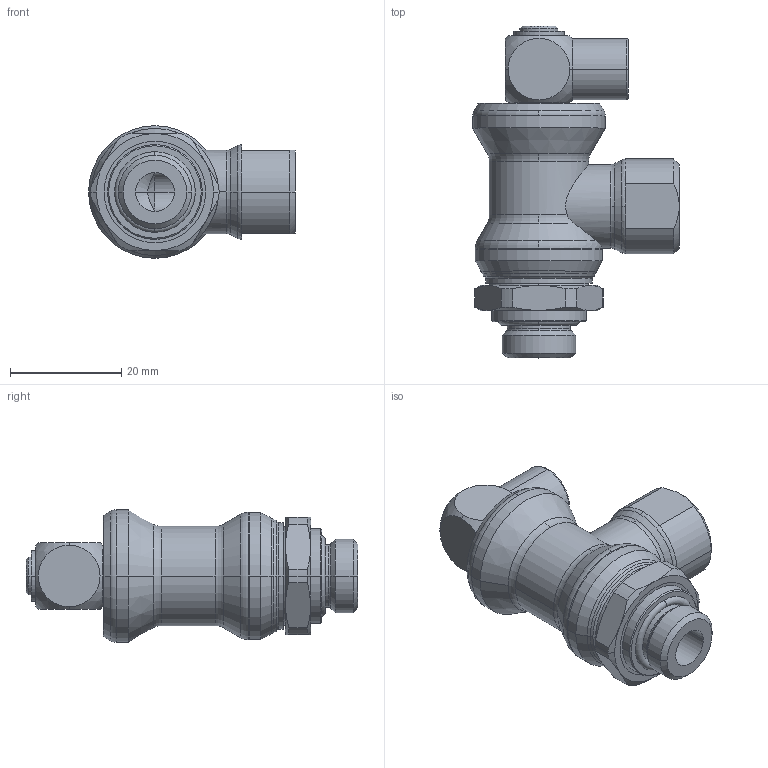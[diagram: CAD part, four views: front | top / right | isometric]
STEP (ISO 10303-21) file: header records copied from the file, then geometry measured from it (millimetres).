
FILE_DESCRIPTION(('STEP AP214'),'1');
FILE_NAME('7881_13_13.stp','2016-07-07T14:55:01',('TraceParts'),('TraceParts S.A.'),'Spatial InterOp 3D',' ',' ');
FILE_SCHEMA(('automotive_design'));
Length unit declared in the file: millimetre
Products named in the file (1): 1
Bounding box: 37.1 x 59.55 x 23.8 mm (x, y, z)
Volume: 16787.6 mm3; surface area: 7036.7 mm2
Topology: 1 solids, 1 shells, 155 faces, 368 edges, 230 vertices
Faces by surface type: cone 56, cylinder 42, plane 30, torus 25, sphere 2
Entity records: 4808 total; most frequent: CARTESIAN_POINT 1094, DIRECTION 881, ORIENTED_EDGE 736, AXIS2_PLACEMENT_3D 395, EDGE_CURVE 368, CIRCLE 237, VERTEX_POINT 230, EDGE_LOOP 172
